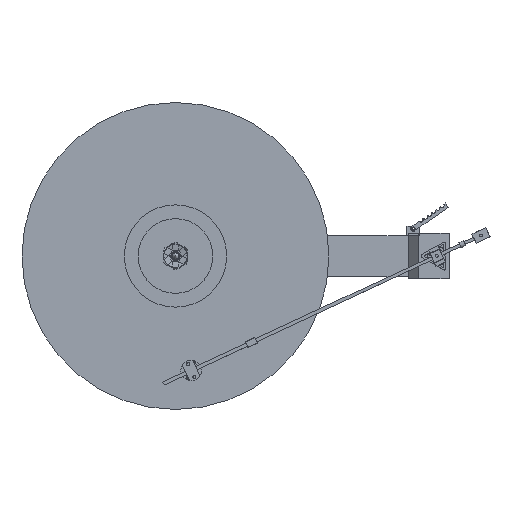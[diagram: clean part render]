
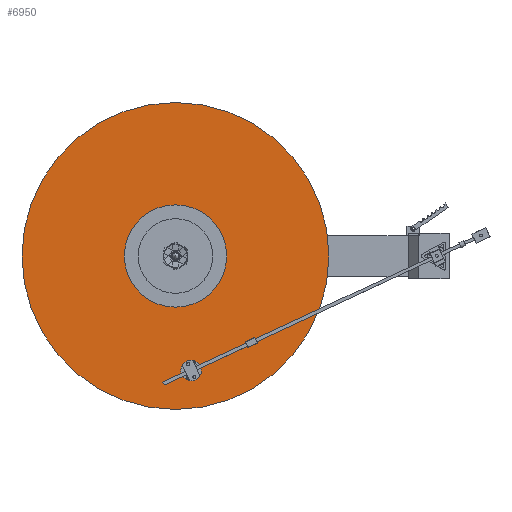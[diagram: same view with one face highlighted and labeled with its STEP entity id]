
A CAD part, top view. The second image highlights one B-rep face of the part: STEP entity #6950.
In plain terms, the highlighted planar face has unit normal (0, 0, 1).
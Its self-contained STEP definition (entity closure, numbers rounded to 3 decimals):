
#478=FACE_BOUND('',#1549,.T.);
#714=PLANE('',#7819);
#1055=FACE_OUTER_BOUND('',#1548,.T.);
#1548=EDGE_LOOP('',(#6226));
#1549=EDGE_LOOP('',(#6227));
#3058=CIRCLE('',#7813,50.);
#3060=CIRCLE('',#7816,150.);
#3597=VERTEX_POINT('',#11391);
#3599=VERTEX_POINT('',#11397);
#4478=EDGE_CURVE('',#3597,#3597,#3058,.T.);
#4481=EDGE_CURVE('',#3599,#3599,#3060,.T.);
#6226=ORIENTED_EDGE('',*,*,#4481,.F.);
#6227=ORIENTED_EDGE('',*,*,#4478,.F.);
#6950=ADVANCED_FACE('',(#1055,#478),#714,.T.);
#7813=AXIS2_PLACEMENT_3D('',#11392,#9572,#9573);
#7816=AXIS2_PLACEMENT_3D('',#11398,#9579,#9580);
#7819=AXIS2_PLACEMENT_3D('',#11403,#9586,#9587);
#9572=DIRECTION('center_axis',(0.,0.,1.));
#9573=DIRECTION('ref_axis',(-1.,0.,0.));
#9579=DIRECTION('center_axis',(0.,0.,-1.));
#9580=DIRECTION('ref_axis',(-1.,0.,0.));
#9586=DIRECTION('center_axis',(0.,0.,1.));
#9587=DIRECTION('ref_axis',(1.,0.,0.));
#11391=CARTESIAN_POINT('',(-217.5,-20.,47.95));
#11392=CARTESIAN_POINT('Origin',(-267.5,-20.,47.95));
#11397=CARTESIAN_POINT('',(-117.5,-20.,47.95));
#11398=CARTESIAN_POINT('Origin',(-267.5,-20.,47.95));
#11403=CARTESIAN_POINT('Origin',(-267.5,-20.,47.95));
